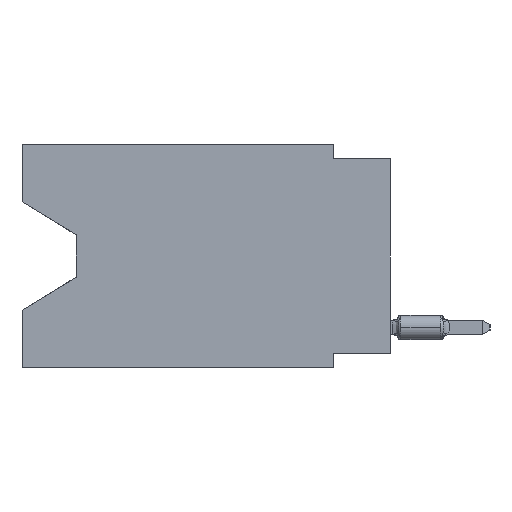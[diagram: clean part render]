
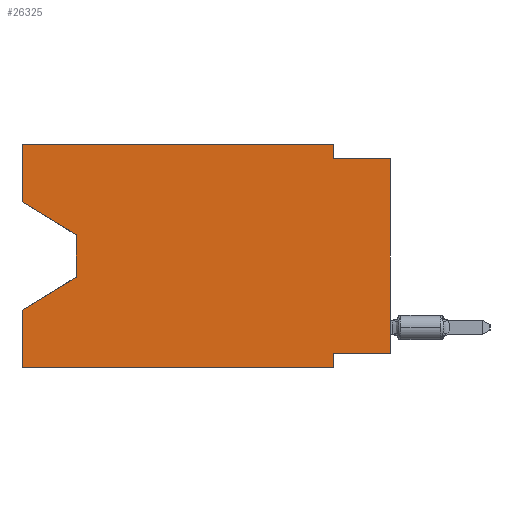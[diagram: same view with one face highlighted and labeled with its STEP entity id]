
A CAD part, left-side view. The second image highlights one B-rep face of the part: STEP entity #26325.
In plain terms, the highlighted planar face has unit normal (-1, 0, 0).
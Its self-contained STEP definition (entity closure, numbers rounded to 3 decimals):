
#100 = CARTESIAN_POINT ( 'NONE',  ( 0., 16.383, -2.546 ) ) ;
#180 = VERTEX_POINT ( 'NONE', #9435 ) ;
#409 = LINE ( 'NONE', #8164, #23034 ) ;
#1345 = ORIENTED_EDGE ( 'NONE', *, *, #8599, .F. ) ;
#1455 = VERTEX_POINT ( 'NONE', #22023 ) ;
#1507 = CARTESIAN_POINT ( 'NONE',  ( 0., 0., -0.635 ) ) ;
#1758 = CARTESIAN_POINT ( 'NONE',  ( 0., 16.383, 0. ) ) ;
#2232 = VECTOR ( 'NONE', #30305, 1000. ) ;
#3348 = EDGE_CURVE ( 'NONE', #30480, #10133, #409, .T. ) ;
#3438 = DIRECTION ( 'NONE',  ( 0., 0., -1. ) ) ;
#4089 = DIRECTION ( 'NONE',  ( 1., 0., 0. ) ) ;
#4092 = EDGE_CURVE ( 'NONE', #26980, #8460, #33191, .T. ) ;
#4106 = DIRECTION ( 'NONE',  ( 0., 0., 1. ) ) ;
#4312 = EDGE_CURVE ( 'NONE', #33018, #15171, #16725, .T. ) ;
#4907 = DIRECTION ( 'NONE',  ( 0., -1., 0. ) ) ;
#5062 = ORIENTED_EDGE ( 'NONE', *, *, #21845, .F. ) ;
#5134 = EDGE_CURVE ( 'NONE', #18899, #180, #25797, .T. ) ;
#5223 = VECTOR ( 'NONE', #20105, 1000. ) ;
#5976 = CARTESIAN_POINT ( 'NONE',  ( 0., 13.97, -5.893 ) ) ;
#6451 = PLANE ( 'NONE',  #23527 ) ;
#6533 = DIRECTION ( 'NONE',  ( 0., 0., 1. ) ) ;
#6777 = CARTESIAN_POINT ( 'NONE',  ( 0., 13.97, -4.013 ) ) ;
#6939 = DIRECTION ( 'NONE',  ( 0., 0., -1. ) ) ;
#7539 = CARTESIAN_POINT ( 'NONE',  ( 0., 16.383, -9.906 ) ) ;
#8006 = LINE ( 'NONE', #13260, #22256 ) ;
#8164 = CARTESIAN_POINT ( 'NONE',  ( 0., 16.383, 0. ) ) ;
#8460 = VERTEX_POINT ( 'NONE', #25906 ) ;
#8599 = EDGE_CURVE ( 'NONE', #33340, #1455, #8006, .T. ) ;
#8973 = ORIENTED_EDGE ( 'NONE', *, *, #4312, .T. ) ;
#9178 = CARTESIAN_POINT ( 'NONE',  ( 0., 0., 0. ) ) ;
#9435 = CARTESIAN_POINT ( 'NONE',  ( 0., 2.54, -9.271 ) ) ;
#9918 = DIRECTION ( 'NONE',  ( 0., -1., 0. ) ) ;
#10133 = VERTEX_POINT ( 'NONE', #1758 ) ;
#11776 = LINE ( 'NONE', #13818, #30892 ) ;
#12022 = EDGE_CURVE ( 'NONE', #18899, #32122, #29434, .T. ) ;
#12464 = ORIENTED_EDGE ( 'NONE', *, *, #19431, .F. ) ;
#12689 = LINE ( 'NONE', #30556, #5223 ) ;
#13175 = VERTEX_POINT ( 'NONE', #14249 ) ;
#13260 = CARTESIAN_POINT ( 'NONE',  ( 0., 2.54, 0. ) ) ;
#13818 = CARTESIAN_POINT ( 'NONE',  ( 0., 16.383, 0. ) ) ;
#13895 = VECTOR ( 'NONE', #26298, 1000. ) ;
#14055 = CARTESIAN_POINT ( 'NONE',  ( 0., 16.383, 0. ) ) ;
#14249 = CARTESIAN_POINT ( 'NONE',  ( 0., 16.383, -7.36 ) ) ;
#14328 = ORIENTED_EDGE ( 'NONE', *, *, #19335, .T. ) ;
#14766 = EDGE_CURVE ( 'NONE', #15171, #13175, #26776, .T. ) ;
#15171 = VERTEX_POINT ( 'NONE', #5976 ) ;
#15734 = ORIENTED_EDGE ( 'NONE', *, *, #26512, .F. ) ;
#15786 = DIRECTION ( 'NONE',  ( 0., 0., -1. ) ) ;
#16005 = CARTESIAN_POINT ( 'NONE',  ( 0., 0., -9.271 ) ) ;
#16113 = VECTOR ( 'NONE', #6939, 1000. ) ;
#16725 = LINE ( 'NONE', #6777, #16113 ) ;
#17333 = ORIENTED_EDGE ( 'NONE', *, *, #14766, .T. ) ;
#17722 = LINE ( 'NONE', #28036, #33237 ) ;
#18677 = CARTESIAN_POINT ( 'NONE',  ( 0., 13.97, -5.893 ) ) ;
#18859 = CARTESIAN_POINT ( 'NONE',  ( 0., 16.383, -2.546 ) ) ;
#18899 = VERTEX_POINT ( 'NONE', #25625 ) ;
#19335 = EDGE_CURVE ( 'NONE', #30480, #33018, #23203, .T. ) ;
#19431 = EDGE_CURVE ( 'NONE', #1455, #32122, #30171, .T. ) ;
#20105 = DIRECTION ( 'NONE',  ( 0., 0., -1. ) ) ;
#20413 = VECTOR ( 'NONE', #29621, 1000. ) ;
#20991 = ORIENTED_EDGE ( 'NONE', *, *, #26466, .F. ) ;
#21845 = EDGE_CURVE ( 'NONE', #26980, #13175, #11776, .T. ) ;
#22023 = CARTESIAN_POINT ( 'NONE',  ( 0., 2.54, -0.635 ) ) ;
#22256 = VECTOR ( 'NONE', #15786, 1000. ) ;
#22427 = CARTESIAN_POINT ( 'NONE',  ( 0., 16.383, -9.906 ) ) ;
#22947 = VECTOR ( 'NONE', #4106, 1000. ) ;
#23034 = VECTOR ( 'NONE', #28576, 1000. ) ;
#23081 = VECTOR ( 'NONE', #9918, 1000. ) ;
#23203 = LINE ( 'NONE', #100, #2232 ) ;
#23527 = AXIS2_PLACEMENT_3D ( 'NONE', #14055, #4089, #3438 ) ;
#25086 = ORIENTED_EDGE ( 'NONE', *, *, #5134, .F. ) ;
#25625 = CARTESIAN_POINT ( 'NONE',  ( 0., 0., -9.271 ) ) ;
#25797 = LINE ( 'NONE', #16005, #13895 ) ;
#25906 = CARTESIAN_POINT ( 'NONE',  ( 0., 2.54, -9.906 ) ) ;
#25908 = ORIENTED_EDGE ( 'NONE', *, *, #3348, .F. ) ;
#25928 = ORIENTED_EDGE ( 'NONE', *, *, #4092, .T. ) ;
#26087 = CARTESIAN_POINT ( 'NONE',  ( 0., 13.97, -4.013 ) ) ;
#26298 = DIRECTION ( 'NONE',  ( 0., 1., 0. ) ) ;
#26325 = ADVANCED_FACE ( 'NONE', ( #32105 ), #6451, .F. ) ;
#26466 = EDGE_CURVE ( 'NONE', #180, #8460, #12689, .T. ) ;
#26512 = EDGE_CURVE ( 'NONE', #10133, #33340, #17722, .T. ) ;
#26776 = LINE ( 'NONE', #18677, #20413 ) ;
#26980 = VERTEX_POINT ( 'NONE', #22427 ) ;
#26988 = DIRECTION ( 'NONE',  ( 0., -1., 0. ) ) ;
#27544 = VECTOR ( 'NONE', #26988, 1000. ) ;
#27683 = ORIENTED_EDGE ( 'NONE', *, *, #12022, .T. ) ;
#28036 = CARTESIAN_POINT ( 'NONE',  ( 0., 16.383, 0. ) ) ;
#28576 = DIRECTION ( 'NONE',  ( 0., 0., 1. ) ) ;
#29119 = CARTESIAN_POINT ( 'NONE',  ( 0., 0., -0.635 ) ) ;
#29434 = LINE ( 'NONE', #9178, #22947 ) ;
#29621 = DIRECTION ( 'NONE',  ( 0., 0.855, -0.519 ) ) ;
#30171 = LINE ( 'NONE', #1507, #27544 ) ;
#30305 = DIRECTION ( 'NONE',  ( 0., -0.855, -0.519 ) ) ;
#30480 = VERTEX_POINT ( 'NONE', #18859 ) ;
#30556 = CARTESIAN_POINT ( 'NONE',  ( 0., 2.54, -9.906 ) ) ;
#30892 = VECTOR ( 'NONE', #6533, 1000. ) ;
#32030 = EDGE_LOOP ( 'NONE', ( #14328, #8973, #17333, #5062, #25928, #20991, #25086, #27683, #12464, #1345, #15734, #25908 ) ) ;
#32105 = FACE_OUTER_BOUND ( 'NONE', #32030, .T. ) ;
#32122 = VERTEX_POINT ( 'NONE', #29119 ) ;
#32131 = CARTESIAN_POINT ( 'NONE',  ( 0., 2.54, 0. ) ) ;
#33018 = VERTEX_POINT ( 'NONE', #26087 ) ;
#33191 = LINE ( 'NONE', #7539, #23081 ) ;
#33237 = VECTOR ( 'NONE', #4907, 1000. ) ;
#33340 = VERTEX_POINT ( 'NONE', #32131 ) ;
